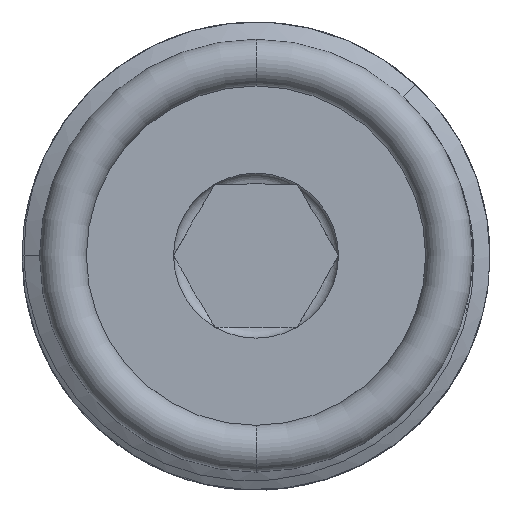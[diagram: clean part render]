
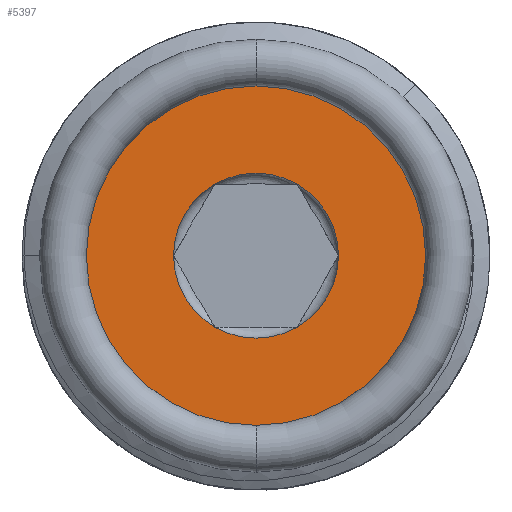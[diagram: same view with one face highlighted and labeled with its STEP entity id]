
A CAD part, top view. The second image highlights one B-rep face of the part: STEP entity #5397.
In plain terms, the highlighted planar face has unit normal (0, 0, 1).
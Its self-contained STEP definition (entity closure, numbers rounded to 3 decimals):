
#34 = CIRCLE ( 'NONE', #1483, 4.619 ) ;
#38 = CIRCLE ( 'NONE', #1485, 4.619 ) ;
#48 = CIRCLE ( 'NONE', #1488, 4.619 ) ;
#133 = CIRCLE ( 'NONE', #1492, 9.5 ) ;
#186 = VERTEX_POINT ( 'NONE', #5075 ) ;
#187 = VERTEX_POINT ( 'NONE', #5076 ) ;
#202 = VERTEX_POINT ( 'NONE', #5091 ) ;
#204 = VERTEX_POINT ( 'NONE', #5093 ) ;
#248 = VERTEX_POINT ( 'NONE', #5137 ) ;
#400 = EDGE_LOOP ( 'NONE', ( #672, #673, #674, #675, #676, #677 ) ) ;
#415 = EDGE_LOOP ( 'NONE', ( #670, #671 ) ) ;
#481 = VERTEX_POINT ( 'NONE', #5213 ) ;
#601 = VERTEX_POINT ( 'NONE', #5220 ) ;
#615 = VERTEX_POINT ( 'NONE', #5225 ) ;
#670 = ORIENTED_EDGE ( 'NONE', *, *, #5599, .T. ) ;
#671 = ORIENTED_EDGE ( 'NONE', *, *, #5500, .T. ) ;
#672 = ORIENTED_EDGE ( 'NONE', *, *, #5521, .T. ) ;
#673 = ORIENTED_EDGE ( 'NONE', *, *, #5522, .T. ) ;
#674 = ORIENTED_EDGE ( 'NONE', *, *, #5479, .T. ) ;
#675 = ORIENTED_EDGE ( 'NONE', *, *, #5485, .T. ) ;
#676 = ORIENTED_EDGE ( 'NONE', *, *, #5510, .T. ) ;
#677 = ORIENTED_EDGE ( 'NONE', *, *, #5489, .T. ) ;
#1060 = CIRCLE ( 'NONE', #1503, 4.619 ) ;
#1067 = CIRCLE ( 'NONE', #1497, 4.619 ) ;
#1073 = CIRCLE ( 'NONE', #1504, 4.619 ) ;
#1412 = AXIS2_PLACEMENT_3D ( 'NONE', #3262, #3276, #3277 ) ;
#1483 = AXIS2_PLACEMENT_3D ( 'NONE', #4472, #4473, #4474 ) ;
#1485 = AXIS2_PLACEMENT_3D ( 'NONE', #4531, #4532, #4533 ) ;
#1488 = AXIS2_PLACEMENT_3D ( 'NONE', #4544, #4545, #4546 ) ;
#1492 = AXIS2_PLACEMENT_3D ( 'NONE', #4617, #4618, #4619 ) ;
#1497 = AXIS2_PLACEMENT_3D ( 'NONE', #4653, #4654, #4655 ) ;
#1503 = AXIS2_PLACEMENT_3D ( 'NONE', #4695, #4696, #4697 ) ;
#1504 = AXIS2_PLACEMENT_3D ( 'NONE', #4699, #4700, #4701 ) ;
#1555 = AXIS2_PLACEMENT_3D ( 'NONE', #4905, #4906, #4907 ) ;
#1599 = FACE_OUTER_BOUND ( 'NONE', #415, .T. ) ;
#1667 = FACE_BOUND ( 'NONE', #400, .T. ) ;
#2044 = CIRCLE ( 'NONE', #1555, 9.5 ) ;
#3262 = CARTESIAN_POINT ( 'NONE',  ( 0., 0., 48.367 ) ) ;
#3269 = PLANE ( 'NONE',  #1412 ) ;
#3276 = DIRECTION ( 'NONE',  ( 0., 0., -1. ) ) ;
#3277 = DIRECTION ( 'NONE',  ( -1., 0., 0. ) ) ;
#4472 = CARTESIAN_POINT ( 'NONE',  ( 0., 0., 48.367 ) ) ;
#4473 = DIRECTION ( 'NONE',  ( 0., 0., -1. ) ) ;
#4474 = DIRECTION ( 'NONE',  ( -1., 0., 0. ) ) ;
#4531 = CARTESIAN_POINT ( 'NONE',  ( 0., 0., 48.367 ) ) ;
#4532 = DIRECTION ( 'NONE',  ( 0., 0., -1. ) ) ;
#4533 = DIRECTION ( 'NONE',  ( -1., 0., 0. ) ) ;
#4544 = CARTESIAN_POINT ( 'NONE',  ( 0., 0., 48.367 ) ) ;
#4545 = DIRECTION ( 'NONE',  ( 0., 0., -1. ) ) ;
#4546 = DIRECTION ( 'NONE',  ( -1., 0., 0. ) ) ;
#4617 = CARTESIAN_POINT ( 'NONE',  ( 0., 0., 48.367 ) ) ;
#4618 = DIRECTION ( 'NONE',  ( 0., 0., 1. ) ) ;
#4619 = DIRECTION ( 'NONE',  ( 1., 0., 0. ) ) ;
#4653 = CARTESIAN_POINT ( 'NONE',  ( 0., 0., 48.367 ) ) ;
#4654 = DIRECTION ( 'NONE',  ( 0., 0., -1. ) ) ;
#4655 = DIRECTION ( 'NONE',  ( -1., 0., 0. ) ) ;
#4695 = CARTESIAN_POINT ( 'NONE',  ( 0., 0., 48.367 ) ) ;
#4696 = DIRECTION ( 'NONE',  ( 0., 0., -1. ) ) ;
#4697 = DIRECTION ( 'NONE',  ( -1., 0., 0. ) ) ;
#4699 = CARTESIAN_POINT ( 'NONE',  ( 0., 0., 48.367 ) ) ;
#4700 = DIRECTION ( 'NONE',  ( 0., 0., -1. ) ) ;
#4701 = DIRECTION ( 'NONE',  ( -1., 0., 0. ) ) ;
#4905 = CARTESIAN_POINT ( 'NONE',  ( 0., 0., 48.367 ) ) ;
#4906 = DIRECTION ( 'NONE',  ( 0., 0., 1. ) ) ;
#4907 = DIRECTION ( 'NONE',  ( 1., 0., 0. ) ) ;
#5075 = CARTESIAN_POINT ( 'NONE',  ( -2.309, 4., 48.367 ) ) ;
#5076 = CARTESIAN_POINT ( 'NONE',  ( 9.5, 0., 48.367 ) ) ;
#5091 = CARTESIAN_POINT ( 'NONE',  ( -9.5, 0., 48.367 ) ) ;
#5093 = CARTESIAN_POINT ( 'NONE',  ( 2.309, 4., 48.367 ) ) ;
#5137 = CARTESIAN_POINT ( 'NONE',  ( -4.619, 0., 48.367 ) ) ;
#5213 = CARTESIAN_POINT ( 'NONE',  ( -2.309, -4., 48.367 ) ) ;
#5220 = CARTESIAN_POINT ( 'NONE',  ( 4.619, 0., 48.367 ) ) ;
#5225 = CARTESIAN_POINT ( 'NONE',  ( 2.309, -4., 48.367 ) ) ;
#5397 = ADVANCED_FACE ( 'NONE', ( #1599, #1667 ), #3269, .F. ) ;
#5479 = EDGE_CURVE ( 'NONE', #186, #204, #34, .T. ) ;
#5485 = EDGE_CURVE ( 'NONE', #204, #601, #38, .T. ) ;
#5489 = EDGE_CURVE ( 'NONE', #615, #481, #48, .T. ) ;
#5500 = EDGE_CURVE ( 'NONE', #202, #187, #133, .T. ) ;
#5510 = EDGE_CURVE ( 'NONE', #601, #615, #1067, .T. ) ;
#5521 = EDGE_CURVE ( 'NONE', #481, #248, #1060, .T. ) ;
#5522 = EDGE_CURVE ( 'NONE', #248, #186, #1073, .T. ) ;
#5599 = EDGE_CURVE ( 'NONE', #187, #202, #2044, .T. ) ;
